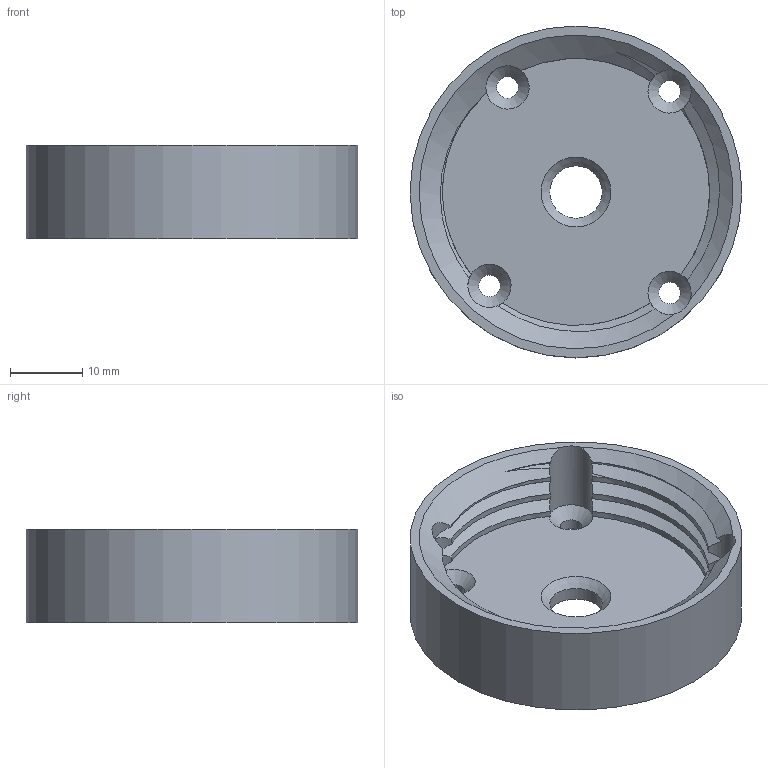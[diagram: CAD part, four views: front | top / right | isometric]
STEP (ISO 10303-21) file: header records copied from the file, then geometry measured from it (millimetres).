
FILE_DESCRIPTION(/* description */ (''),/* implementation_level */ '2;1');
FILE_NAME(/* name */ 'Fixing-outer.step',/* time_stamp */ '2025-11-19T19:18:56Z',/* author */ (''),/* organization */ (''),/* preprocessor_version */ 'ST-DEVELOPER v20.1',/* originating_system */ 'Autodesk Translation Framework v14.21.0.0',/* authorisation */ '');
FILE_SCHEMA (('AUTOMOTIVE_DESIGN { 1 0 10303 214 3 1 1 }'));
Length unit declared in the file: millimetre
Products named in the file (1): Fixing-outer
Bounding box: 46 x 46 x 13 mm (x, y, z)
Volume: 9069.4 mm3; surface area: 6888.4 mm2
Topology: 1 solids, 1 shells, 71 faces, 203 edges, 131 vertices
Faces by surface type: cylinder 34, bspline 26, cone 8, plane 3
Full cylindrical faces by diameter (mm): 3 x4, 7.275 x1, 46 x1
Entity records: 4054 total; most frequent: CARTESIAN_POINT 2422, ORIENTED_EDGE 406, DIRECTION 217, EDGE_CURVE 203, VERTEX_POINT 131, B_SPLINE_CURVE_WITH_KNOTS 112, AXIS2_PLACEMENT_3D 80, EDGE_LOOP 78
